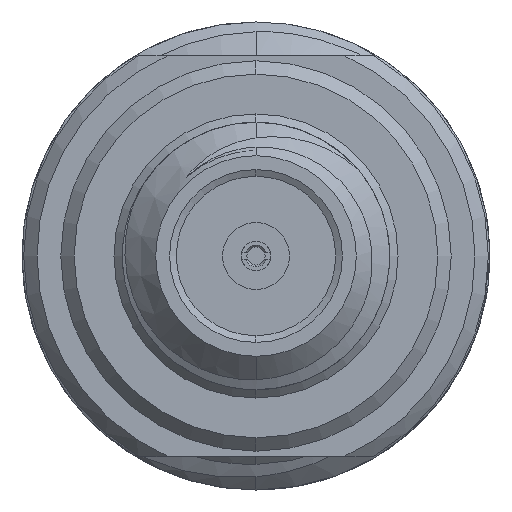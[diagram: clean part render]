
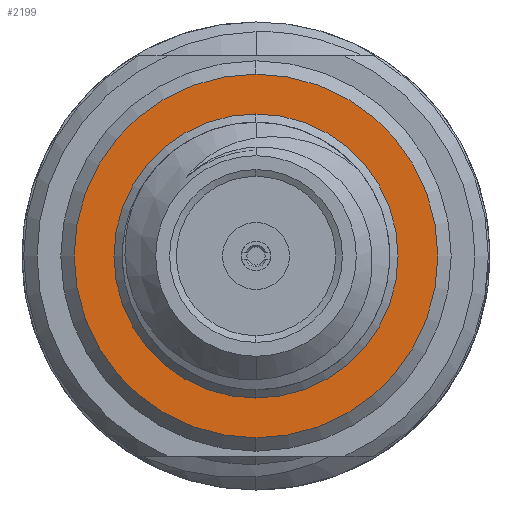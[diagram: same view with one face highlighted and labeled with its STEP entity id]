
A CAD part, left-side view. The second image highlights one B-rep face of the part: STEP entity #2199.
In plain terms, the highlighted planar face has unit normal (-1, 0, 0).
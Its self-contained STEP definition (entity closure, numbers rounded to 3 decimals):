
#17 = DIRECTION ( 'NONE',  ( 0., 0., 1. ) ) ;
#40 = DIRECTION ( 'NONE',  ( -1., 0., 0. ) ) ;
#159 = AXIS2_PLACEMENT_3D ( 'NONE', #2349, #40, #4321 ) ;
#444 = PLANE ( 'NONE',  #3887 ) ;
#913 = AXIS2_PLACEMENT_3D ( 'NONE', #1963, #5062, #17 ) ;
#945 = CARTESIAN_POINT ( 'NONE',  ( 4.7, 0., -2.72 ) ) ;
#1024 = EDGE_LOOP ( 'NONE', ( #4055, #2070 ) ) ;
#1177 = CARTESIAN_POINT ( 'NONE',  ( 4.7, 0., 0. ) ) ;
#1243 = CIRCLE ( 'NONE', #1738, 2.125 ) ;
#1255 = CARTESIAN_POINT ( 'NONE',  ( 4.7, 0., 0. ) ) ;
#1550 = EDGE_LOOP ( 'NONE', ( #4689, #2424 ) ) ;
#1559 = DIRECTION ( 'NONE',  ( -1., 0., 0. ) ) ;
#1569 = CIRCLE ( 'NONE', #2229, 2.72 ) ;
#1738 = AXIS2_PLACEMENT_3D ( 'NONE', #1177, #1559, #4311 ) ;
#1932 = VERTEX_POINT ( 'NONE', #2664 ) ;
#1963 = CARTESIAN_POINT ( 'NONE',  ( 4.7, 0., 0. ) ) ;
#2013 = DIRECTION ( 'NONE',  ( -1., 0., 0. ) ) ;
#2070 = ORIENTED_EDGE ( 'NONE', *, *, #3497, .T. ) ;
#2199 = ADVANCED_FACE ( 'NONE', ( #5061, #4320 ), #444, .T. ) ;
#2229 = AXIS2_PLACEMENT_3D ( 'NONE', #1255, #2465, #4057 ) ;
#2349 = CARTESIAN_POINT ( 'NONE',  ( 4.7, 0., 0. ) ) ;
#2390 = CIRCLE ( 'NONE', #913, 2.125 ) ;
#2424 = ORIENTED_EDGE ( 'NONE', *, *, #2787, .F. ) ;
#2448 = VERTEX_POINT ( 'NONE', #3077 ) ;
#2465 = DIRECTION ( 'NONE',  ( -1., 0., 0. ) ) ;
#2664 = CARTESIAN_POINT ( 'NONE',  ( 4.7, 0., 2.125 ) ) ;
#2685 = CARTESIAN_POINT ( 'NONE',  ( 4.7, 0., 0. ) ) ;
#2787 = EDGE_CURVE ( 'NONE', #4739, #1932, #2390, .T. ) ;
#2792 = EDGE_CURVE ( 'NONE', #4908, #2448, #3210, .T. ) ;
#3077 = CARTESIAN_POINT ( 'NONE',  ( 4.7, 0., 2.72 ) ) ;
#3210 = CIRCLE ( 'NONE', #159, 2.72 ) ;
#3497 = EDGE_CURVE ( 'NONE', #2448, #4908, #1569, .T. ) ;
#3584 = DIRECTION ( 'NONE',  ( 0., 0., 1. ) ) ;
#3792 = EDGE_CURVE ( 'NONE', #1932, #4739, #1243, .T. ) ;
#3887 = AXIS2_PLACEMENT_3D ( 'NONE', #2685, #2013, #3584 ) ;
#3992 = CARTESIAN_POINT ( 'NONE',  ( 4.7, 0., -2.125 ) ) ;
#4055 = ORIENTED_EDGE ( 'NONE', *, *, #2792, .T. ) ;
#4057 = DIRECTION ( 'NONE',  ( 0., 0., 1. ) ) ;
#4311 = DIRECTION ( 'NONE',  ( 0., 0., 1. ) ) ;
#4320 = FACE_OUTER_BOUND ( 'NONE', #1024, .T. ) ;
#4321 = DIRECTION ( 'NONE',  ( 0., 0., 1. ) ) ;
#4689 = ORIENTED_EDGE ( 'NONE', *, *, #3792, .F. ) ;
#4739 = VERTEX_POINT ( 'NONE', #3992 ) ;
#4908 = VERTEX_POINT ( 'NONE', #945 ) ;
#5061 = FACE_BOUND ( 'NONE', #1550, .T. ) ;
#5062 = DIRECTION ( 'NONE',  ( -1., 0., 0. ) ) ;
